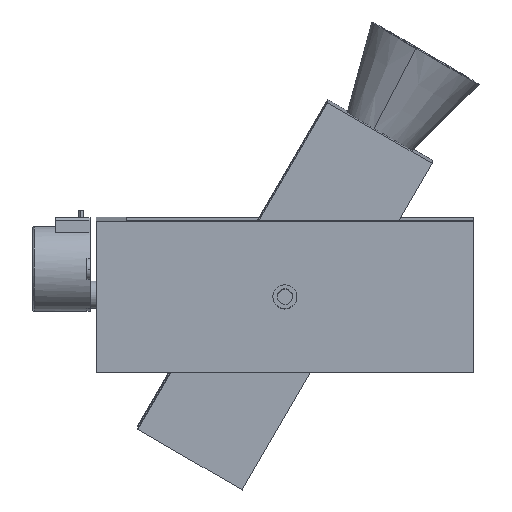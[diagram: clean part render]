
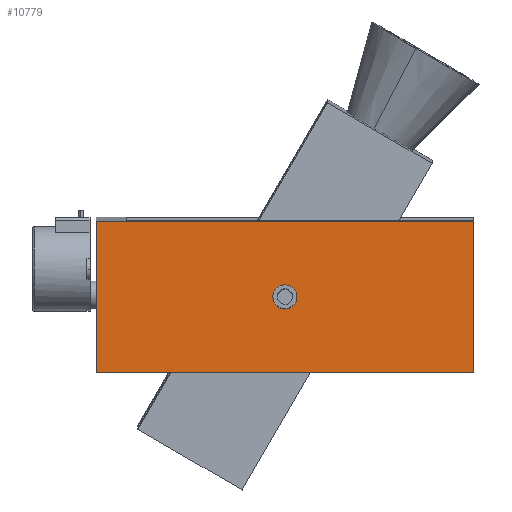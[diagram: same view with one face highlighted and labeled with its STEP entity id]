
A CAD part, left-side view. The second image highlights one B-rep face of the part: STEP entity #10779.
In plain terms, the highlighted face is planar.
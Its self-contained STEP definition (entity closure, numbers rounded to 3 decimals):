
#55 = DIRECTION ( 'NONE',  ( 1., 0., 0. ) ) ;
#177 = AXIS2_PLACEMENT_3D ( 'NONE', #7936, #14225, #55 ) ;
#657 = DIRECTION ( 'NONE',  ( 0., -1., 0. ) ) ;
#729 = EDGE_LOOP ( 'NONE', ( #1290, #12053 ) ) ;
#926 = VECTOR ( 'NONE', #657, 1000. ) ;
#952 = VECTOR ( 'NONE', #20143, 1000. ) ;
#1137 = PLANE ( 'NONE',  #19747 ) ;
#1290 = ORIENTED_EDGE ( 'NONE', *, *, #19874, .F. ) ;
#1947 = DIRECTION ( 'NONE',  ( 0., 0., 1. ) ) ;
#2481 = CARTESIAN_POINT ( 'NONE',  ( 0., 25., 50. ) ) ;
#3302 = CARTESIAN_POINT ( 'NONE',  ( -62.5, 0., 50. ) ) ;
#4760 = DIRECTION ( 'NONE',  ( 1., 0., 0. ) ) ;
#5232 = VECTOR ( 'NONE', #10427, 1000. ) ;
#5290 = CARTESIAN_POINT ( 'NONE',  ( -66.5, 0., 50. ) ) ;
#5600 = EDGE_CURVE ( 'NONE', #9235, #17626, #20154, .T. ) ;
#5605 = CARTESIAN_POINT ( 'NONE',  ( -10., 25., 50. ) ) ;
#5825 = ORIENTED_EDGE ( 'NONE', *, *, #11937, .T. ) ;
#6352 = CARTESIAN_POINT ( 'NONE',  ( -58.5, 0., 50. ) ) ;
#6396 = CARTESIAN_POINT ( 'NONE',  ( -10., 25., 50. ) ) ;
#7188 = VERTEX_POINT ( 'NONE', #11985 ) ;
#7936 = CARTESIAN_POINT ( 'NONE',  ( -62.5, 0., 50. ) ) ;
#8048 = ORIENTED_EDGE ( 'NONE', *, *, #10343, .T. ) ;
#8526 = LINE ( 'NONE', #13077, #926 ) ;
#8802 = FACE_BOUND ( 'NONE', #729, .T. ) ;
#8807 = CARTESIAN_POINT ( 'NONE',  ( -10., -25., 50. ) ) ;
#8903 = DIRECTION ( 'NONE',  ( 0., 0., 1. ) ) ;
#9145 = ORIENTED_EDGE ( 'NONE', *, *, #13759, .F. ) ;
#9235 = VERTEX_POINT ( 'NONE', #5290 ) ;
#9638 = EDGE_CURVE ( 'NONE', #12630, #12890, #15450, .T. ) ;
#9941 = VECTOR ( 'NONE', #20421, 1000. ) ;
#10343 = EDGE_CURVE ( 'NONE', #7188, #12584, #8526, .T. ) ;
#10427 = DIRECTION ( 'NONE',  ( 0., -1., 0. ) ) ;
#10779 = ADVANCED_FACE ( 'NONE', ( #15276, #8802 ), #1137, .T. ) ;
#11937 = EDGE_CURVE ( 'NONE', #12584, #12890, #18483, .T. ) ;
#11985 = CARTESIAN_POINT ( 'NONE',  ( -125., 25., 50. ) ) ;
#12053 = ORIENTED_EDGE ( 'NONE', *, *, #5600, .F. ) ;
#12584 = VERTEX_POINT ( 'NONE', #12869 ) ;
#12630 = VERTEX_POINT ( 'NONE', #2481 ) ;
#12869 = CARTESIAN_POINT ( 'NONE',  ( -125., -25., 50. ) ) ;
#12890 = VERTEX_POINT ( 'NONE', #13530 ) ;
#12905 = ORIENTED_EDGE ( 'NONE', *, *, #9638, .F. ) ;
#13077 = CARTESIAN_POINT ( 'NONE',  ( -125., 25., 50. ) ) ;
#13530 = CARTESIAN_POINT ( 'NONE',  ( 0., -25., 50. ) ) ;
#13759 = EDGE_CURVE ( 'NONE', #7188, #12630, #18758, .T. ) ;
#14225 = DIRECTION ( 'NONE',  ( 0., 0., 1. ) ) ;
#15276 = FACE_OUTER_BOUND ( 'NONE', #20040, .T. ) ;
#15450 = LINE ( 'NONE', #19900, #5232 ) ;
#17177 = AXIS2_PLACEMENT_3D ( 'NONE', #3302, #1947, #4760 ) ;
#17626 = VERTEX_POINT ( 'NONE', #6352 ) ;
#18378 = DIRECTION ( 'NONE',  ( 0., -1., 0. ) ) ;
#18483 = LINE ( 'NONE', #8807, #952 ) ;
#18758 = LINE ( 'NONE', #6396, #9941 ) ;
#19317 = CIRCLE ( 'NONE', #177, 4. ) ;
#19747 = AXIS2_PLACEMENT_3D ( 'NONE', #5605, #8903, #18378 ) ;
#19874 = EDGE_CURVE ( 'NONE', #17626, #9235, #19317, .T. ) ;
#19900 = CARTESIAN_POINT ( 'NONE',  ( 0., 25., 50. ) ) ;
#20040 = EDGE_LOOP ( 'NONE', ( #12905, #9145, #8048, #5825 ) ) ;
#20143 = DIRECTION ( 'NONE',  ( 1., 0., 0. ) ) ;
#20154 = CIRCLE ( 'NONE', #17177, 4. ) ;
#20421 = DIRECTION ( 'NONE',  ( 1., 0., 0. ) ) ;
